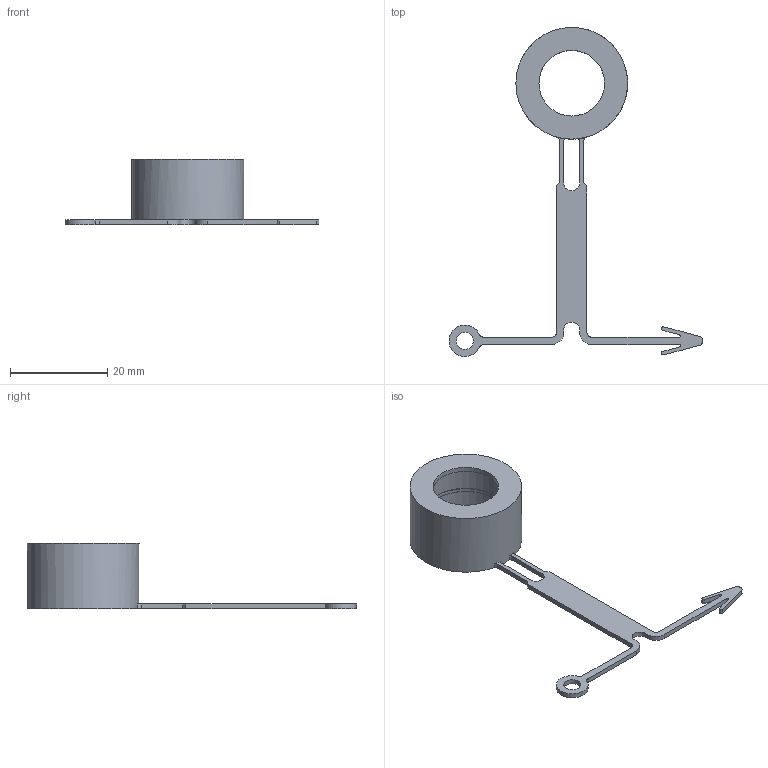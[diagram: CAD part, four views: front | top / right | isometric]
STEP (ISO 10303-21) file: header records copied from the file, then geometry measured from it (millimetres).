
FILE_DESCRIPTION(/* description */ ('STEP AP214'),/* implementation_level */ '2;1');
FILE_NAME(/* name */ '548068_NEAU-M12-GD',/* time_stamp */ '2024-09-11T21:38:58+02:00',/* author */ ('License CC BY-ND 4.0'),/* organization */ ('CADENAS'),/* preprocessor_version */ 'ST-DEVELOPER v19.3',/* originating_system */ 'PARTsolutions',/* authorisation */ ' ');
FILE_SCHEMA (('AUTOMOTIVE_DESIGN {1 0 10303 214 3 1 1}'));
Length unit declared in the file: millimetre
Products named in the file (1): 548068 NEAU-M12-GD
Bounding box: 52.25 x 67.75 x 13.5 mm (x, y, z)
Volume: 3101.3 mm3; surface area: 3215.7 mm2
Topology: 1 solids, 1 shells, 50 faces, 135 edges, 90 vertices
Faces by surface type: plane 25, cylinder 25
Full cylindrical faces by diameter (mm): 3.5 x1, 13.5 x2, 16.4 x1, 16.72 x2, 23 x1
Entity records: 1934 total; most frequent: DIRECTION 282, CARTESIAN_POINT 267, ORIENTED_EDGE 254, EDGE_CURVE 127, AXIS2_PLACEMENT_3D 104, VERTEX_POINT 89, LINE 74, VECTOR 74
